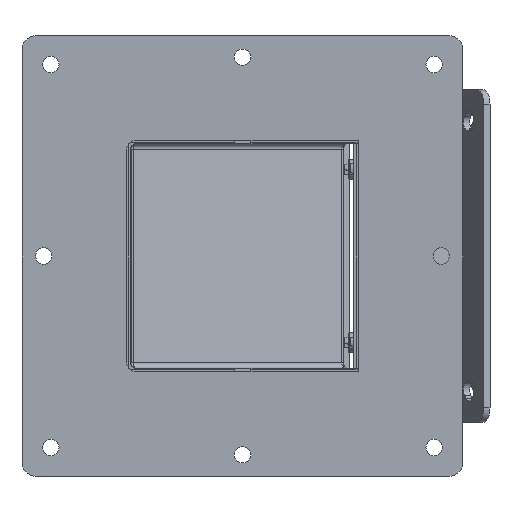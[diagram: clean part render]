
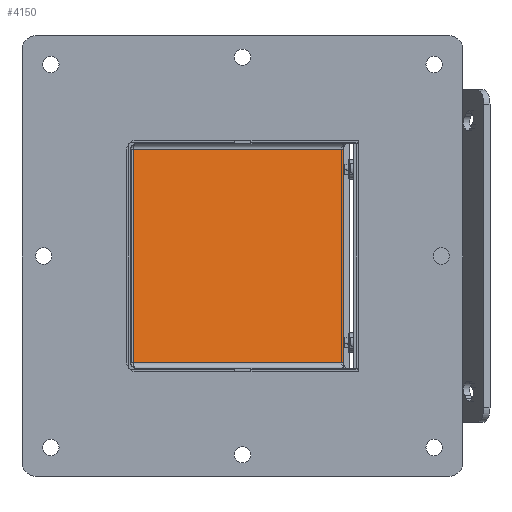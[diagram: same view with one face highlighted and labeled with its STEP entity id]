
A CAD part, front view. The second image highlights one B-rep face of the part: STEP entity #4150.
In plain terms, the highlighted planar face has unit normal (0.502, -0.865, 0).
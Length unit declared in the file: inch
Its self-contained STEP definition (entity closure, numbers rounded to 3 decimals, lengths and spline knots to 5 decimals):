
#246 = CARTESIAN_POINT ( 'NONE',  ( 0.1077, 40.85629, 0.15591 ) ) ;
#625 = DIRECTION ( 'NONE',  ( 0.865, 0.502, 0. ) ) ;
#2452 = VECTOR ( 'NONE', #625, 39.37008 ) ;
#3132 = AXIS2_PLACEMENT_3D ( 'NONE', #12415, #10647, #6653 ) ;
#4108 = EDGE_CURVE ( 'NONE', #8032, #19306, #7643, .T. ) ;
#4150 = ADVANCED_FACE ( 'NONE', ( #15948 ), #4775, .T. ) ;
#4775 = PLANE ( 'NONE',  #3132 ) ;
#5299 = EDGE_CURVE ( 'NONE', #19306, #9255, #14586, .T. ) ;
#5563 = VECTOR ( 'NONE', #22904, 39.37008 ) ;
#5987 = DIRECTION ( 'NONE',  ( 0., 0., -1. ) ) ;
#6019 = EDGE_LOOP ( 'NONE', ( #21618, #22141, #20902, #19738 ) ) ;
#6225 = LINE ( 'NONE', #23099, #16331 ) ;
#6376 = CARTESIAN_POINT ( 'NONE',  ( 3.74918, 42.96866, 3.84409 ) ) ;
#6653 = DIRECTION ( 'NONE',  ( 0.865, 0.502, 0. ) ) ;
#7643 = LINE ( 'NONE', #15328, #5563 ) ;
#8032 = VERTEX_POINT ( 'NONE', #16005 ) ;
#9255 = VERTEX_POINT ( 'NONE', #21659 ) ;
#10647 = DIRECTION ( 'NONE',  ( 0.502, -0.865, 0. ) ) ;
#11141 = DIRECTION ( 'NONE',  ( 0., 0., 1. ) ) ;
#11959 = CARTESIAN_POINT ( 'NONE',  ( 3.74918, 42.96866, 3.84409 ) ) ;
#12415 = CARTESIAN_POINT ( 'NONE',  ( 3.74918, 42.96866, 4. ) ) ;
#14586 = LINE ( 'NONE', #16681, #18684 ) ;
#15328 = CARTESIAN_POINT ( 'NONE',  ( 3.74918, 42.96866, 0.15591 ) ) ;
#15948 = FACE_OUTER_BOUND ( 'NONE', #6019, .T. ) ;
#16005 = CARTESIAN_POINT ( 'NONE',  ( 3.74918, 42.96866, 0.15591 ) ) ;
#16331 = VECTOR ( 'NONE', #5987, 39.37008 ) ;
#16681 = CARTESIAN_POINT ( 'NONE',  ( 0.1077, 40.85629, 4. ) ) ;
#18684 = VECTOR ( 'NONE', #11141, 39.37008 ) ;
#19306 = VERTEX_POINT ( 'NONE', #246 ) ;
#19314 = EDGE_CURVE ( 'NONE', #9255, #22451, #19643, .T. ) ;
#19643 = LINE ( 'NONE', #6376, #2452 ) ;
#19738 = ORIENTED_EDGE ( 'NONE', *, *, #4108, .F. ) ;
#20902 = ORIENTED_EDGE ( 'NONE', *, *, #5299, .F. ) ;
#21618 = ORIENTED_EDGE ( 'NONE', *, *, #22309, .F. ) ;
#21659 = CARTESIAN_POINT ( 'NONE',  ( 0.1077, 40.85629, 3.84409 ) ) ;
#22141 = ORIENTED_EDGE ( 'NONE', *, *, #19314, .F. ) ;
#22309 = EDGE_CURVE ( 'NONE', #22451, #8032, #6225, .T. ) ;
#22451 = VERTEX_POINT ( 'NONE', #11959 ) ;
#22904 = DIRECTION ( 'NONE',  ( -0.865, -0.502, 0. ) ) ;
#23099 = CARTESIAN_POINT ( 'NONE',  ( 3.74918, 42.96866, 4. ) ) ;
